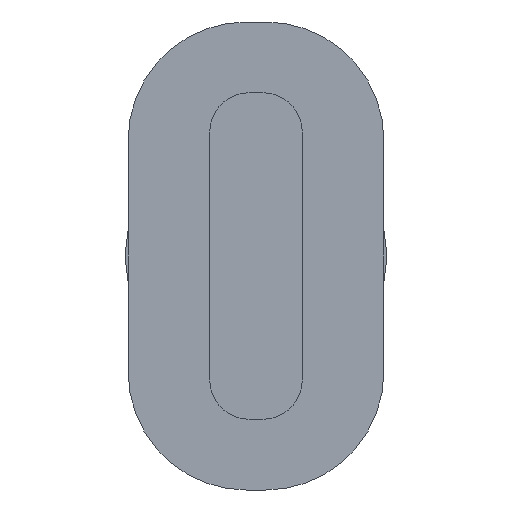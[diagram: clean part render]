
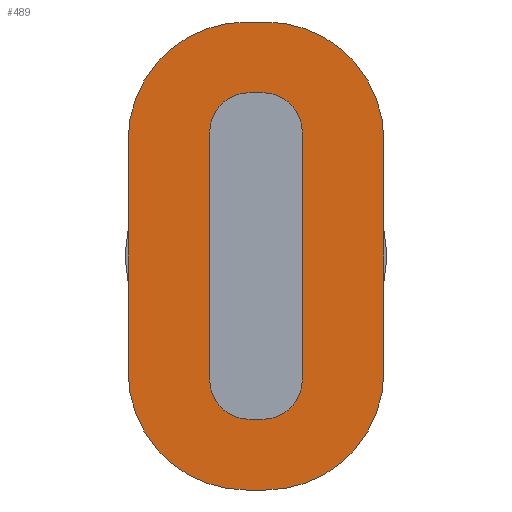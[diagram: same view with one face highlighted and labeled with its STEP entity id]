
A CAD part, left-side view. The second image highlights one B-rep face of the part: STEP entity #489.
In plain terms, the highlighted planar face has unit normal (-1, 0, 0).
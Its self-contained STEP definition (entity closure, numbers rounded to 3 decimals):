
#16=FACE_BOUND('',#90,.T.);
#35=PLANE('',#553);
#59=FACE_OUTER_BOUND('',#89,.T.);
#89=EDGE_LOOP('',(#385,#386,#387,#388,#389,#390,#391,#392));
#90=EDGE_LOOP('',(#393,#394,#395,#396,#397,#398,#399,#400));
#113=LINE('',#756,#153);
#119=LINE('',#777,#159);
#127=LINE('',#810,#167);
#132=LINE('',#820,#172);
#133=LINE('',#824,#173);
#134=LINE('',#828,#174);
#135=LINE('',#830,#175);
#136=LINE('',#831,#176);
#153=VECTOR('',#603,10.);
#159=VECTOR('',#623,10.);
#167=VECTOR('',#659,10.);
#172=VECTOR('',#666,10.);
#173=VECTOR('',#669,10.);
#174=VECTOR('',#672,10.);
#175=VECTOR('',#675,10.);
#176=VECTOR('',#676,10.);
#191=CIRCLE('',#530,1.);
#195=CIRCLE('',#537,1.);
#196=CIRCLE('',#540,1.);
#197=CIRCLE('',#542,1.);
#202=CIRCLE('',#550,3.);
#204=CIRCLE('',#554,3.);
#205=CIRCLE('',#555,3.);
#206=CIRCLE('',#556,3.);
#220=VERTEX_POINT('',#746);
#221=VERTEX_POINT('',#748);
#223=VERTEX_POINT('',#754);
#229=VERTEX_POINT('',#770);
#230=VERTEX_POINT('',#772);
#231=VERTEX_POINT('',#776);
#232=VERTEX_POINT('',#780);
#233=VERTEX_POINT('',#784);
#238=VERTEX_POINT('',#800);
#239=VERTEX_POINT('',#801);
#242=VERTEX_POINT('',#809);
#246=VERTEX_POINT('',#819);
#247=VERTEX_POINT('',#821);
#248=VERTEX_POINT('',#823);
#249=VERTEX_POINT('',#825);
#250=VERTEX_POINT('',#827);
#265=EDGE_CURVE('',#220,#221,#191,.F.);
#269=EDGE_CURVE('',#220,#223,#113,.T.);
#277=EDGE_CURVE('',#229,#230,#195,.F.);
#279=EDGE_CURVE('',#231,#230,#119,.T.);
#281=EDGE_CURVE('',#231,#232,#196,.F.);
#284=EDGE_CURVE('',#233,#223,#197,.F.);
#291=EDGE_CURVE('',#238,#239,#202,.T.);
#295=EDGE_CURVE('',#239,#242,#127,.T.);
#300=EDGE_CURVE('',#238,#246,#132,.T.);
#301=EDGE_CURVE('',#247,#246,#204,.T.);
#302=EDGE_CURVE('',#248,#247,#133,.T.);
#303=EDGE_CURVE('',#249,#248,#205,.T.);
#304=EDGE_CURVE('',#250,#249,#134,.T.);
#305=EDGE_CURVE('',#242,#250,#206,.T.);
#306=EDGE_CURVE('',#229,#221,#135,.T.);
#307=EDGE_CURVE('',#233,#232,#136,.T.);
#385=ORIENTED_EDGE('',*,*,#291,.F.);
#386=ORIENTED_EDGE('',*,*,#300,.T.);
#387=ORIENTED_EDGE('',*,*,#301,.F.);
#388=ORIENTED_EDGE('',*,*,#302,.F.);
#389=ORIENTED_EDGE('',*,*,#303,.F.);
#390=ORIENTED_EDGE('',*,*,#304,.F.);
#391=ORIENTED_EDGE('',*,*,#305,.F.);
#392=ORIENTED_EDGE('',*,*,#295,.F.);
#393=ORIENTED_EDGE('',*,*,#306,.T.);
#394=ORIENTED_EDGE('',*,*,#265,.F.);
#395=ORIENTED_EDGE('',*,*,#269,.T.);
#396=ORIENTED_EDGE('',*,*,#284,.F.);
#397=ORIENTED_EDGE('',*,*,#307,.T.);
#398=ORIENTED_EDGE('',*,*,#281,.F.);
#399=ORIENTED_EDGE('',*,*,#279,.T.);
#400=ORIENTED_EDGE('',*,*,#277,.F.);
#489=ADVANCED_FACE('',(#59,#16),#35,.T.);
#530=AXIS2_PLACEMENT_3D('',#749,#596,#597);
#537=AXIS2_PLACEMENT_3D('',#773,#618,#619);
#540=AXIS2_PLACEMENT_3D('',#781,#627,#628);
#542=AXIS2_PLACEMENT_3D('',#786,#633,#634);
#550=AXIS2_PLACEMENT_3D('',#802,#651,#652);
#553=AXIS2_PLACEMENT_3D('',#818,#664,#665);
#554=AXIS2_PLACEMENT_3D('',#822,#667,#668);
#555=AXIS2_PLACEMENT_3D('',#826,#670,#671);
#556=AXIS2_PLACEMENT_3D('',#829,#673,#674);
#596=DIRECTION('center_axis',(1.,0.,0.));
#597=DIRECTION('ref_axis',(0.,0.707,-0.707));
#603=DIRECTION('',(0.,0.,1.));
#618=DIRECTION('center_axis',(1.,0.,0.));
#619=DIRECTION('ref_axis',(0.,-0.707,-0.707));
#623=DIRECTION('',(0.,0.,-1.));
#627=DIRECTION('center_axis',(1.,0.,0.));
#628=DIRECTION('ref_axis',(0.,-0.707,0.707));
#633=DIRECTION('center_axis',(1.,0.,0.));
#634=DIRECTION('ref_axis',(0.,0.707,0.707));
#651=DIRECTION('center_axis',(1.,0.,0.));
#652=DIRECTION('ref_axis',(0.,-0.707,0.707));
#659=DIRECTION('',(0.,0.,-1.));
#664=DIRECTION('center_axis',(-1.,0.,0.));
#665=DIRECTION('ref_axis',(0.,0.,1.));
#666=DIRECTION('',(0.,1.,0.));
#667=DIRECTION('center_axis',(1.,0.,0.));
#668=DIRECTION('ref_axis',(0.,0.707,0.707));
#669=DIRECTION('',(0.,0.,1.));
#670=DIRECTION('center_axis',(1.,0.,0.));
#671=DIRECTION('ref_axis',(0.,0.707,-0.707));
#672=DIRECTION('',(0.,1.,0.));
#673=DIRECTION('center_axis',(1.,0.,0.));
#674=DIRECTION('ref_axis',(0.,-0.707,-0.707));
#675=DIRECTION('',(0.,1.,0.));
#676=DIRECTION('',(0.,-1.,0.));
#746=CARTESIAN_POINT('',(-10.765,4.425,-3.15));
#748=CARTESIAN_POINT('',(-10.765,3.425,-4.15));
#749=CARTESIAN_POINT('Origin',(-10.765,3.425,-3.15));
#754=CARTESIAN_POINT('',(-10.765,4.425,3.15));
#756=CARTESIAN_POINT('',(-10.765,4.425,-0.9));
#770=CARTESIAN_POINT('',(-10.765,3.075,-4.15));
#772=CARTESIAN_POINT('',(-10.765,2.075,-3.15));
#773=CARTESIAN_POINT('Origin',(-10.765,3.075,-3.15));
#776=CARTESIAN_POINT('',(-10.765,2.075,3.15));
#777=CARTESIAN_POINT('',(-10.765,2.075,-5.05));
#780=CARTESIAN_POINT('',(-10.765,3.075,4.15));
#781=CARTESIAN_POINT('Origin',(-10.765,3.075,3.15));
#784=CARTESIAN_POINT('',(-10.765,3.425,4.15));
#786=CARTESIAN_POINT('Origin',(-10.765,3.425,3.15));
#800=CARTESIAN_POINT('',(-10.765,3.,5.95));
#801=CARTESIAN_POINT('',(-10.765,0.,2.95));
#802=CARTESIAN_POINT('Origin',(-10.765,3.,2.95));
#809=CARTESIAN_POINT('',(-10.765,0.,-2.95));
#810=CARTESIAN_POINT('',(-10.765,0.,5.95));
#818=CARTESIAN_POINT('Origin',(-10.765,0.,-5.95));
#819=CARTESIAN_POINT('',(-10.765,3.5,5.95));
#820=CARTESIAN_POINT('',(-10.765,0.,5.95));
#821=CARTESIAN_POINT('',(-10.765,6.5,2.95));
#822=CARTESIAN_POINT('Origin',(-10.765,3.5,2.95));
#823=CARTESIAN_POINT('',(-10.765,6.5,-2.95));
#824=CARTESIAN_POINT('',(-10.765,6.5,5.95));
#825=CARTESIAN_POINT('',(-10.765,3.5,-5.95));
#826=CARTESIAN_POINT('Origin',(-10.765,3.5,-2.95));
#827=CARTESIAN_POINT('',(-10.765,3.,-5.95));
#828=CARTESIAN_POINT('',(-10.765,0.,-5.95));
#829=CARTESIAN_POINT('Origin',(-10.765,3.,-2.95));
#830=CARTESIAN_POINT('',(-10.765,2.213,-4.15));
#831=CARTESIAN_POINT('',(-10.765,1.038,4.15));
